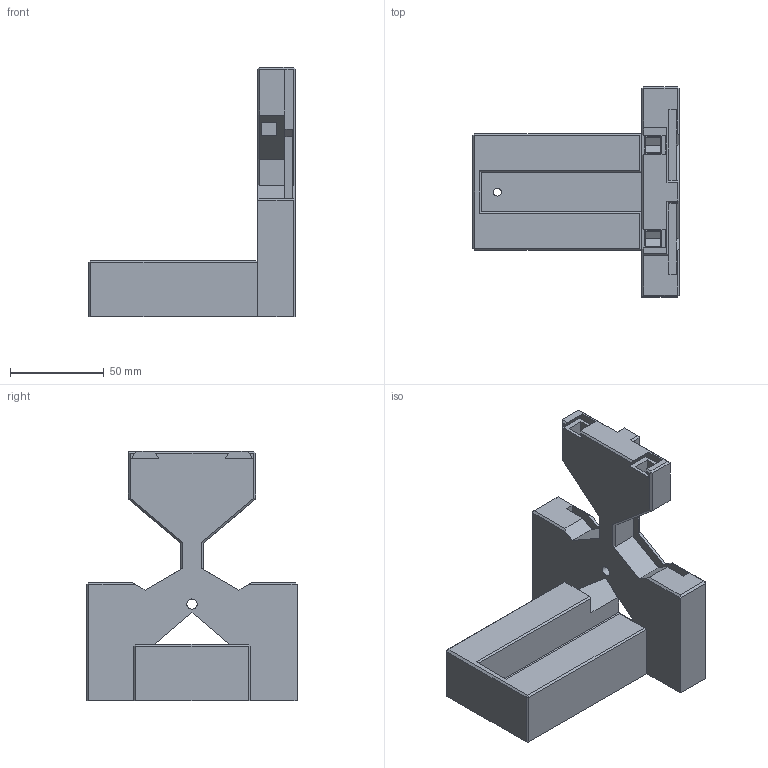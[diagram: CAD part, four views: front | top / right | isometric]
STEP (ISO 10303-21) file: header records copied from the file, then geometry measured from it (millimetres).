
FILE_DESCRIPTION(/* description */ (''),/* implementation_level */ '2;1');
FILE_NAME(/* name */ 'E End Mount Dual 50 mL v1.step',/* time_stamp */ '2024-04-10T22:02:41+02:00',/* author */ (''),/* organization */ (''),/* preprocessor_version */ 'ST-DEVELOPER v20',/* originating_system */ 'Autodesk Translation Framework v12.20.1.177',/* authorisation */ '');
FILE_SCHEMA (('AUTOMOTIVE_DESIGN { 1 0 10303 214 3 1 1 }'));
Length unit declared in the file: millimetre
Products named in the file (1): E End Mount Dual 50 mL
Bounding box: 110 x 112 x 133 mm (x, y, z)
Volume: 291758.5 mm3; surface area: 56596.7 mm2
Topology: 1 solids, 1 shells, 137 faces, 346 edges, 214 vertices
Faces by surface type: plane 132, cylinder 5
Full cylindrical faces by diameter (mm): 4.2 x2, 5.5 x1, 9 x2
Entity records: 4027 total; most frequent: CARTESIAN_POINT 698, ORIENTED_EDGE 692, DIRECTION 632, EDGE_CURVE 346, LINE 336, VECTOR 336, VERTEX_POINT 214, EDGE_LOOP 152
